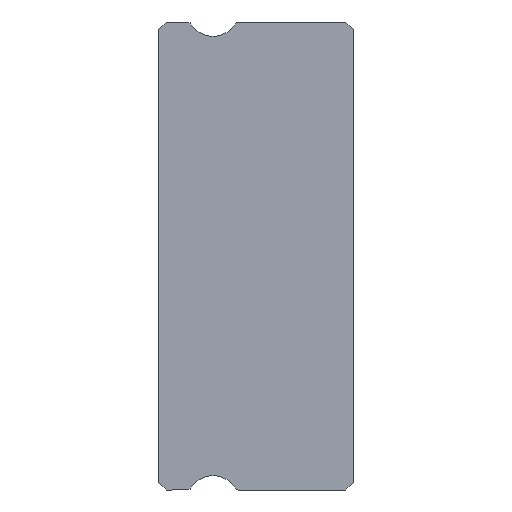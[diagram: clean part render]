
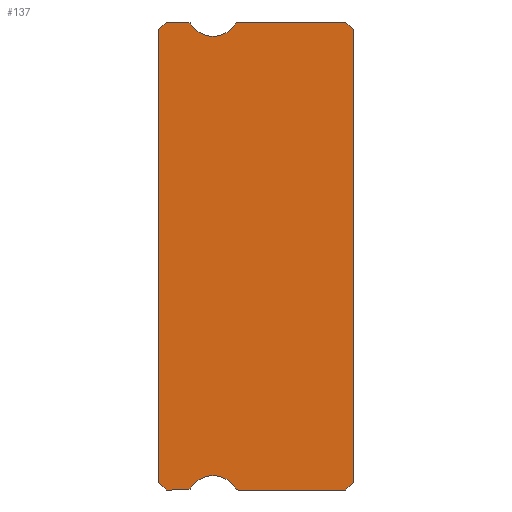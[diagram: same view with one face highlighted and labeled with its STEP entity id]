
A CAD part, left-side view. The second image highlights one B-rep face of the part: STEP entity #137.
In plain terms, the highlighted planar face has unit normal (-1, 0, 0).
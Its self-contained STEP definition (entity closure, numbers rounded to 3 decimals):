
#22 = LINE ( 'NONE', #1365, #1714 ) ;
#52 = VERTEX_POINT ( 'NONE', #126 ) ;
#54 = ORIENTED_EDGE ( 'NONE', *, *, #1217, .T. ) ;
#70 = VECTOR ( 'NONE', #1604, 1000. ) ;
#85 = ORIENTED_EDGE ( 'NONE', *, *, #1213, .F. ) ;
#89 = ORIENTED_EDGE ( 'NONE', *, *, #389, .F. ) ;
#93 = CARTESIAN_POINT ( 'NONE',  ( -15., 6.381, -8.85 ) ) ;
#96 = DIRECTION ( 'NONE',  ( 0., 0., 1. ) ) ;
#108 = LINE ( 'NONE', #659, #1627 ) ;
#120 = CARTESIAN_POINT ( 'NONE',  ( -15., 0., -8.7 ) ) ;
#126 = CARTESIAN_POINT ( 'NONE',  ( -15., 7.2, -9. ) ) ;
#137 = ADVANCED_FACE ( 'NONE', ( #1747 ), #929, .F. ) ;
#152 = VERTEX_POINT ( 'NONE', #938 ) ;
#161 = VERTEX_POINT ( 'NONE', #915 ) ;
#184 = CARTESIAN_POINT ( 'NONE',  ( -15., 7.2, -9. ) ) ;
#190 = DIRECTION ( 'NONE',  ( 0., -0.707, -0.707 ) ) ;
#196 = VERTEX_POINT ( 'NONE', #366 ) ;
#228 = ORIENTED_EDGE ( 'NONE', *, *, #1409, .F. ) ;
#245 = LINE ( 'NONE', #1445, #70 ) ;
#247 = LINE ( 'NONE', #1043, #1171 ) ;
#253 = DIRECTION ( 'NONE',  ( 1., 0., 0. ) ) ;
#281 = DIRECTION ( 'NONE',  ( -1., 0., 0. ) ) ;
#285 = VERTEX_POINT ( 'NONE', #120 ) ;
#292 = AXIS2_PLACEMENT_3D ( 'NONE', #93, #253, #513 ) ;
#320 = EDGE_CURVE ( 'NONE', #1017, #507, #1623, .T. ) ;
#338 = ORIENTED_EDGE ( 'NONE', *, *, #954, .T. ) ;
#341 = DIRECTION ( 'NONE',  ( -1., 0., 0. ) ) ;
#343 = CARTESIAN_POINT ( 'NONE',  ( -15., 4.547, -8.928 ) ) ;
#349 = CIRCLE ( 'NONE', #1339, 0.15 ) ;
#365 = DIRECTION ( 'NONE',  ( 0., 0., 1. ) ) ;
#366 = CARTESIAN_POINT ( 'NONE',  ( -15., 7.5, -8.7 ) ) ;
#370 = CARTESIAN_POINT ( 'NONE',  ( -15., 4.547, 8.928 ) ) ;
#381 = DIRECTION ( 'NONE',  ( 1., 0., 0. ) ) ;
#384 = CARTESIAN_POINT ( 'NONE',  ( -15., 5.4, 8.45 ) ) ;
#389 = EDGE_CURVE ( 'NONE', #1162, #1288, #741, .T. ) ;
#415 = VECTOR ( 'NONE', #1181, 1000. ) ;
#419 = CARTESIAN_POINT ( 'NONE',  ( -15., 6.381, -9. ) ) ;
#424 = EDGE_CURVE ( 'NONE', #935, #161, #349, .T. ) ;
#437 = DIRECTION ( 'NONE',  ( 0., 0., -1. ) ) ;
#444 = AXIS2_PLACEMENT_3D ( 'NONE', #1469, #793, #496 ) ;
#453 = ORIENTED_EDGE ( 'NONE', *, *, #1366, .F. ) ;
#465 = EDGE_CURVE ( 'NONE', #285, #1387, #1601, .T. ) ;
#466 = DIRECTION ( 'NONE',  ( 0., -0.707, -0.707 ) ) ;
#469 = ORIENTED_EDGE ( 'NONE', *, *, #1389, .T. ) ;
#476 = VERTEX_POINT ( 'NONE', #1307 ) ;
#485 = CARTESIAN_POINT ( 'NONE',  ( -15., 0.3, 9. ) ) ;
#496 = DIRECTION ( 'NONE',  ( 0., 0., -1. ) ) ;
#505 = CARTESIAN_POINT ( 'NONE',  ( -15., 6.381, -9. ) ) ;
#507 = VERTEX_POINT ( 'NONE', #384 ) ;
#513 = DIRECTION ( 'NONE',  ( 0., 0., -1. ) ) ;
#528 = CARTESIAN_POINT ( 'NONE',  ( -15., 6.253, -8.928 ) ) ;
#530 = DIRECTION ( 'NONE',  ( 0., 0., -1. ) ) ;
#555 = CIRCLE ( 'NONE', #1541, 1. ) ;
#556 = CARTESIAN_POINT ( 'NONE',  ( -15., 5.4, -9.45 ) ) ;
#561 = CIRCLE ( 'NONE', #1119, 0.15 ) ;
#565 = DIRECTION ( 'NONE',  ( 0., 1., 0. ) ) ;
#639 = CIRCLE ( 'NONE', #1374, 0.15 ) ;
#654 = DIRECTION ( 'NONE',  ( 0., 1., 0. ) ) ;
#659 = CARTESIAN_POINT ( 'NONE',  ( -15., 7.2, 9. ) ) ;
#686 = ORIENTED_EDGE ( 'NONE', *, *, #424, .F. ) ;
#688 = CARTESIAN_POINT ( 'NONE',  ( -15., 6.253, 8.928 ) ) ;
#694 = DIRECTION ( 'NONE',  ( 0., 0., -1. ) ) ;
#704 = VERTEX_POINT ( 'NONE', #1498 ) ;
#741 = LINE ( 'NONE', #485, #1198 ) ;
#744 = EDGE_LOOP ( 'NONE', ( #1563, #964, #469, #85, #1230, #453, #228, #1491, #869, #89, #1083, #686, #1101, #1446, #1064, #338, #54 ) ) ;
#793 = DIRECTION ( 'NONE',  ( -1., 0., 0. ) ) ;
#797 = CARTESIAN_POINT ( 'NONE',  ( -15., 0., -8.7 ) ) ;
#821 = CARTESIAN_POINT ( 'NONE',  ( -15., 0.3, -9. ) ) ;
#838 = CIRCLE ( 'NONE', #292, 0.15 ) ;
#860 = EDGE_CURVE ( 'NONE', #196, #476, #1315, .T. ) ;
#867 = DIRECTION ( 'NONE',  ( 0., 0., -1. ) ) ;
#869 = ORIENTED_EDGE ( 'NONE', *, *, #911, .T. ) ;
#872 = LINE ( 'NONE', #184, #1603 ) ;
#911 = EDGE_CURVE ( 'NONE', #285, #1288, #247, .T. ) ;
#915 = CARTESIAN_POINT ( 'NONE',  ( -15., 4.419, 9. ) ) ;
#917 = VECTOR ( 'NONE', #96, 1000. ) ;
#928 = DIRECTION ( 'NONE',  ( 1., 0., 0. ) ) ;
#929 = PLANE ( 'NONE',  #1110 ) ;
#934 = EDGE_CURVE ( 'NONE', #1521, #1017, #639, .T. ) ;
#935 = VERTEX_POINT ( 'NONE', #370 ) ;
#938 = CARTESIAN_POINT ( 'NONE',  ( -15., 7.2, 9. ) ) ;
#945 = DIRECTION ( 'NONE',  ( 1., 0., 0. ) ) ;
#954 = EDGE_CURVE ( 'NONE', #1521, #152, #108, .T. ) ;
#964 = ORIENTED_EDGE ( 'NONE', *, *, #1586, .T. ) ;
#1017 = VERTEX_POINT ( 'NONE', #688 ) ;
#1023 = LINE ( 'NONE', #1572, #415 ) ;
#1032 = EDGE_CURVE ( 'NONE', #1616, #1193, #555, .T. ) ;
#1043 = CARTESIAN_POINT ( 'NONE',  ( -15., 0., 8.7 ) ) ;
#1049 = CARTESIAN_POINT ( 'NONE',  ( -15., 7.5, 8.85 ) ) ;
#1064 = ORIENTED_EDGE ( 'NONE', *, *, #934, .F. ) ;
#1083 = ORIENTED_EDGE ( 'NONE', *, *, #1255, .F. ) ;
#1101 = ORIENTED_EDGE ( 'NONE', *, *, #1249, .F. ) ;
#1110 = AXIS2_PLACEMENT_3D ( 'NONE', #1457, #381, #1615 ) ;
#1119 = AXIS2_PLACEMENT_3D ( 'NONE', #1744, #945, #694 ) ;
#1162 = VERTEX_POINT ( 'NONE', #1693 ) ;
#1166 = DIRECTION ( 'NONE',  ( 0., 0., -1. ) ) ;
#1171 = VECTOR ( 'NONE', #365, 1000. ) ;
#1181 = DIRECTION ( 'NONE',  ( 0., -1., 0. ) ) ;
#1193 = VERTEX_POINT ( 'NONE', #528 ) ;
#1198 = VECTOR ( 'NONE', #190, 1000. ) ;
#1213 = EDGE_CURVE ( 'NONE', #1193, #1701, #838, .T. ) ;
#1217 = EDGE_CURVE ( 'NONE', #152, #476, #245, .T. ) ;
#1221 = DIRECTION ( 'NONE',  ( 0., -1., 0. ) ) ;
#1230 = ORIENTED_EDGE ( 'NONE', *, *, #1032, .F. ) ;
#1249 = EDGE_CURVE ( 'NONE', #507, #935, #1631, .T. ) ;
#1255 = EDGE_CURVE ( 'NONE', #161, #1162, #1023, .T. ) ;
#1288 = VERTEX_POINT ( 'NONE', #1590 ) ;
#1291 = DIRECTION ( 'NONE',  ( 1., 0., 0. ) ) ;
#1307 = CARTESIAN_POINT ( 'NONE',  ( -15., 7.5, 8.7 ) ) ;
#1315 = LINE ( 'NONE', #1049, #917 ) ;
#1339 = AXIS2_PLACEMENT_3D ( 'NONE', #1669, #1291, #867 ) ;
#1365 = CARTESIAN_POINT ( 'NONE',  ( -15., 6.381, -9. ) ) ;
#1366 = EDGE_CURVE ( 'NONE', #704, #1616, #561, .T. ) ;
#1374 = AXIS2_PLACEMENT_3D ( 'NONE', #1591, #928, #530 ) ;
#1387 = VERTEX_POINT ( 'NONE', #821 ) ;
#1389 = EDGE_CURVE ( 'NONE', #52, #1701, #22, .T. ) ;
#1409 = EDGE_CURVE ( 'NONE', #1387, #704, #1494, .T. ) ;
#1417 = CARTESIAN_POINT ( 'NONE',  ( -15., 6.381, 9. ) ) ;
#1445 = CARTESIAN_POINT ( 'NONE',  ( -15., 7.5, 8.7 ) ) ;
#1446 = ORIENTED_EDGE ( 'NONE', *, *, #320, .F. ) ;
#1457 = CARTESIAN_POINT ( 'NONE',  ( -15., 6.381, 8.85 ) ) ;
#1469 = CARTESIAN_POINT ( 'NONE',  ( -15., 5.4, 9.45 ) ) ;
#1474 = DIRECTION ( 'NONE',  ( 0., 0.707, -0.707 ) ) ;
#1491 = ORIENTED_EDGE ( 'NONE', *, *, #465, .F. ) ;
#1492 = VECTOR ( 'NONE', #565, 1000. ) ;
#1494 = LINE ( 'NONE', #419, #1492 ) ;
#1498 = CARTESIAN_POINT ( 'NONE',  ( -15., 4.419, -9. ) ) ;
#1521 = VERTEX_POINT ( 'NONE', #1417 ) ;
#1541 = AXIS2_PLACEMENT_3D ( 'NONE', #556, #281, #437 ) ;
#1563 = ORIENTED_EDGE ( 'NONE', *, *, #860, .F. ) ;
#1572 = CARTESIAN_POINT ( 'NONE',  ( -15., 6.381, 9. ) ) ;
#1586 = EDGE_CURVE ( 'NONE', #196, #52, #872, .T. ) ;
#1590 = CARTESIAN_POINT ( 'NONE',  ( -15., 0., 8.7 ) ) ;
#1591 = CARTESIAN_POINT ( 'NONE',  ( -15., 6.381, 8.85 ) ) ;
#1597 = VECTOR ( 'NONE', #1474, 1000. ) ;
#1601 = LINE ( 'NONE', #797, #1597 ) ;
#1603 = VECTOR ( 'NONE', #466, 1000. ) ;
#1604 = DIRECTION ( 'NONE',  ( 0., 0.707, -0.707 ) ) ;
#1615 = DIRECTION ( 'NONE',  ( 0., 0., -1. ) ) ;
#1616 = VERTEX_POINT ( 'NONE', #343 ) ;
#1623 = CIRCLE ( 'NONE', #1677, 1. ) ;
#1627 = VECTOR ( 'NONE', #654, 1000. ) ;
#1631 = CIRCLE ( 'NONE', #444, 1. ) ;
#1669 = CARTESIAN_POINT ( 'NONE',  ( -15., 4.419, 8.85 ) ) ;
#1677 = AXIS2_PLACEMENT_3D ( 'NONE', #1703, #341, #1166 ) ;
#1693 = CARTESIAN_POINT ( 'NONE',  ( -15., 0.3, 9. ) ) ;
#1701 = VERTEX_POINT ( 'NONE', #505 ) ;
#1703 = CARTESIAN_POINT ( 'NONE',  ( -15., 5.4, 9.45 ) ) ;
#1714 = VECTOR ( 'NONE', #1221, 1000. ) ;
#1744 = CARTESIAN_POINT ( 'NONE',  ( -15., 4.419, -8.85 ) ) ;
#1747 = FACE_OUTER_BOUND ( 'NONE', #744, .T. ) ;
